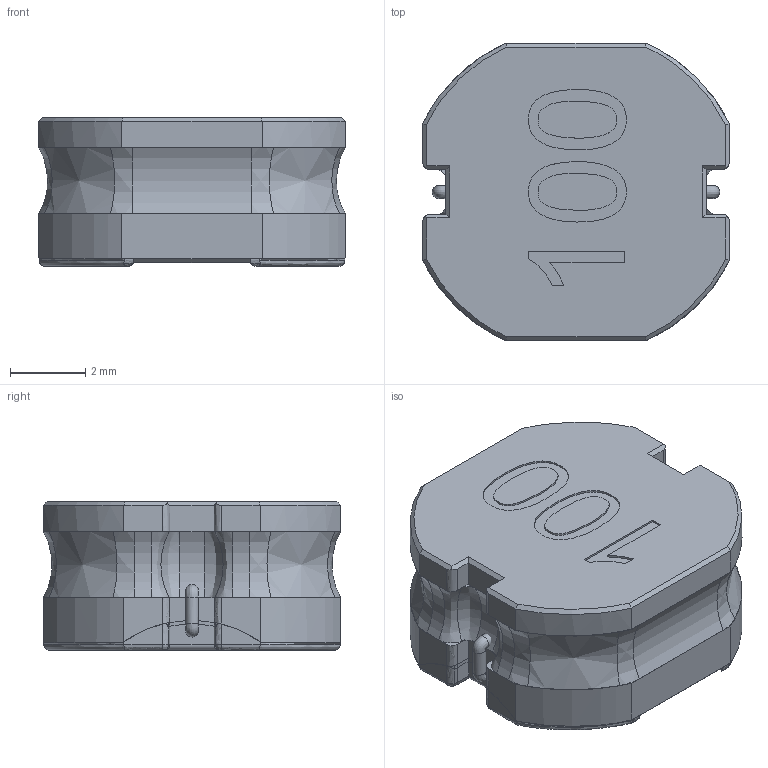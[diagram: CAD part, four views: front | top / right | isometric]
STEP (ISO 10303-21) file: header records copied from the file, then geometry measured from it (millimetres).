
FILE_DESCRIPTION( ('This file contains a STEP AP42 implementation' ,'as created by ZW3D STEP Interface translator.') ,'2;1' );
FILE_NAME( 'RN8040.stp' ,'1812 5.18 0 3', (''), ('ZWCAD Software Co.'), 'Version 1.0', 'ZW3D to STEP translator', '' );
FILE_SCHEMA( ('CONFIG_CONTROL_DESIGN') );
Length unit declared in the file: millimetre
Products named in the file (1): 0
Bounding box: 8.15 x 7.9 x 3.95 mm (x, y, z)
Volume: 153.3 mm3; surface area: 545.3 mm2
Topology: 4 solids, 5 shells, 226 faces, 585 edges, 374 vertices
Faces by surface type: bspline 226
Entity records: 43280 total; most frequent: CARTESIAN_POINT 39963, ORIENTED_EDGE 1114, EDGE_CURVE 585, B_SPLINE_CURVE_WITH_KNOTS 413, VERTEX_POINT 374, EDGE_LOOP 233, FACE_OUTER_BOUND 226, ADVANCED_FACE 226
